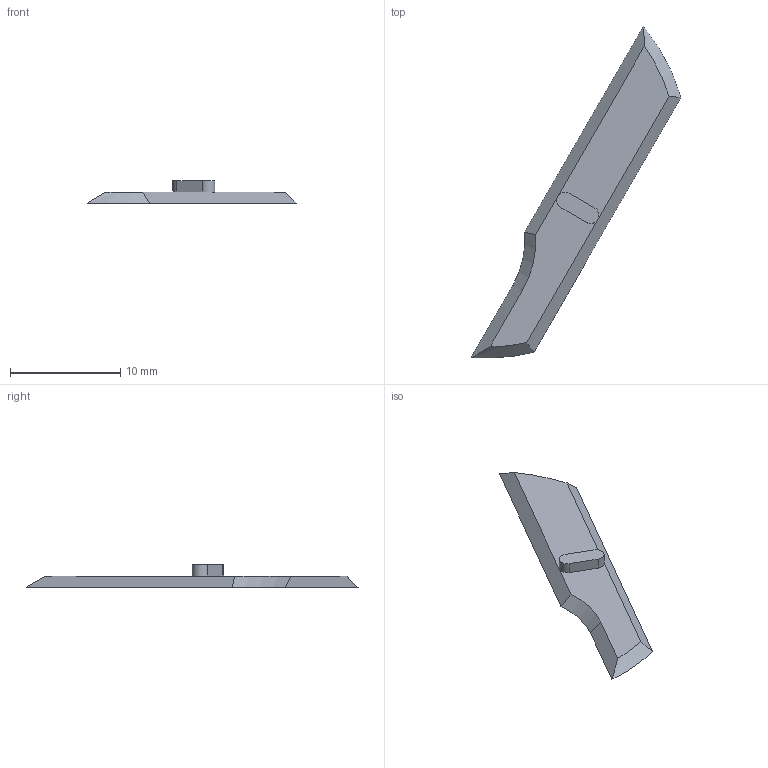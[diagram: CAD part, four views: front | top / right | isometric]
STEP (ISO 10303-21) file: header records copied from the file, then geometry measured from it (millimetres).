
FILE_DESCRIPTION(('FreeCAD Model'),'2;1');
FILE_NAME('Open CASCADE Shape Model','2024-08-30T00:39:54',(''),(''), 'Open CASCADE STEP processor 7.7','FreeCAD','Unknown');
FILE_SCHEMA(('AUTOMOTIVE_DESIGN { 1 0 10303 214 1 1 1 1 }'));
Length unit declared in the file: millimetre
Products named in the file (1): Body002
Bounding box: 19.07 x 30.16 x 2 mm (x, y, z)
Volume: 147.1 mm3; surface area: 392.7 mm2
Topology: 1 solids, 1 shells, 14 faces, 34 edges, 22 vertices
Faces by surface type: bspline 6, plane 6, cylinder 2
Entity records: 458 total; most frequent: CARTESIAN_POINT 123, ORIENTED_EDGE 68, DIRECTION 58, EDGE_CURVE 34, VERTEX_POINT 22, AXIS2_PLACEMENT_3D 21, LINE 16, VECTOR 16
